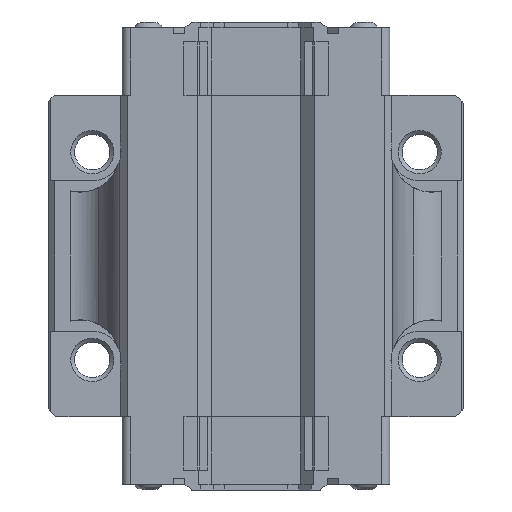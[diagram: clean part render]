
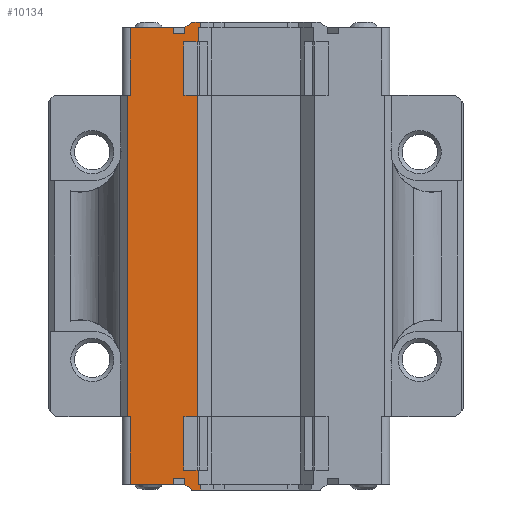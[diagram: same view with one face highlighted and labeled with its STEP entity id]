
A CAD part, front view. The second image highlights one B-rep face of the part: STEP entity #10134.
In plain terms, the highlighted planar face has unit normal (0, -1, 0).
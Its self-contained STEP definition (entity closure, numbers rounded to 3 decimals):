
#390=PLANE('',#10773);
#784=FACE_OUTER_BOUND('',#1349,.T.);
#1349=EDGE_LOOP('',(#7202,#7203,#7204,#7205,#7206,#7207,#7208,#7209,#7210,
#7211,#7212,#7213,#7214,#7215,#7216,#7217,#7218,#7219,#7220,#7221,#7222,
#7223,#7224,#7225,#7226,#7227,#7228,#7229,#7230,#7231));
#1901=LINE('',#14666,#2971);
#1914=LINE('',#14699,#2984);
#1979=LINE('',#14865,#3049);
#1985=LINE('',#14878,#3055);
#1995=LINE('',#14910,#3065);
#1996=LINE('',#14912,#3066);
#1997=LINE('',#14914,#3067);
#1998=LINE('',#14916,#3068);
#1999=LINE('',#14918,#3069);
#2000=LINE('',#14920,#3070);
#2001=LINE('',#14922,#3071);
#2002=LINE('',#14924,#3072);
#2003=LINE('',#14926,#3073);
#2004=LINE('',#14928,#3074);
#2005=LINE('',#14930,#3075);
#2006=LINE('',#14932,#3076);
#2007=LINE('',#14934,#3077);
#2008=LINE('',#14936,#3078);
#2009=LINE('',#14938,#3079);
#2010=LINE('',#14940,#3080);
#2011=LINE('',#14942,#3081);
#2012=LINE('',#14944,#3082);
#2013=LINE('',#14946,#3083);
#2014=LINE('',#14948,#3084);
#2015=LINE('',#14950,#3085);
#2016=LINE('',#14952,#3086);
#2017=LINE('',#14954,#3087);
#2018=LINE('',#14956,#3088);
#2019=LINE('',#14958,#3089);
#2020=LINE('',#14959,#3090);
#2971=VECTOR('',#11714,10.);
#2984=VECTOR('',#11739,10.);
#3049=VECTOR('',#11922,10.);
#3055=VECTOR('',#11932,10.);
#3065=VECTOR('',#11958,10.);
#3066=VECTOR('',#11959,10.);
#3067=VECTOR('',#11960,10.);
#3068=VECTOR('',#11961,10.);
#3069=VECTOR('',#11962,10.);
#3070=VECTOR('',#11963,10.);
#3071=VECTOR('',#11964,10.);
#3072=VECTOR('',#11965,10.);
#3073=VECTOR('',#11966,10.);
#3074=VECTOR('',#11967,10.);
#3075=VECTOR('',#11968,10.);
#3076=VECTOR('',#11969,10.);
#3077=VECTOR('',#11970,10.);
#3078=VECTOR('',#11971,10.);
#3079=VECTOR('',#11972,10.);
#3080=VECTOR('',#11973,10.);
#3081=VECTOR('',#11974,10.);
#3082=VECTOR('',#11975,10.);
#3083=VECTOR('',#11976,10.);
#3084=VECTOR('',#11977,10.);
#3085=VECTOR('',#11978,10.);
#3086=VECTOR('',#11979,10.);
#3087=VECTOR('',#11980,10.);
#3088=VECTOR('',#11981,10.);
#3089=VECTOR('',#11982,10.);
#3090=VECTOR('',#11983,10.);
#4439=VERTEX_POINT('',#14663);
#4440=VERTEX_POINT('',#14665);
#4454=VERTEX_POINT('',#14696);
#4496=VERTEX_POINT('',#14863);
#4501=VERTEX_POINT('',#14877);
#4515=VERTEX_POINT('',#14909);
#4516=VERTEX_POINT('',#14911);
#4517=VERTEX_POINT('',#14913);
#4518=VERTEX_POINT('',#14915);
#4519=VERTEX_POINT('',#14917);
#4520=VERTEX_POINT('',#14919);
#4521=VERTEX_POINT('',#14921);
#4522=VERTEX_POINT('',#14923);
#4523=VERTEX_POINT('',#14925);
#4524=VERTEX_POINT('',#14927);
#4525=VERTEX_POINT('',#14929);
#4526=VERTEX_POINT('',#14931);
#4527=VERTEX_POINT('',#14933);
#4528=VERTEX_POINT('',#14935);
#4529=VERTEX_POINT('',#14937);
#4530=VERTEX_POINT('',#14939);
#4531=VERTEX_POINT('',#14941);
#4532=VERTEX_POINT('',#14943);
#4533=VERTEX_POINT('',#14945);
#4534=VERTEX_POINT('',#14947);
#4535=VERTEX_POINT('',#14949);
#4536=VERTEX_POINT('',#14951);
#4537=VERTEX_POINT('',#14953);
#4538=VERTEX_POINT('',#14955);
#4539=VERTEX_POINT('',#14957);
#5433=EDGE_CURVE('',#4440,#4439,#1901,.T.);
#5450=EDGE_CURVE('',#4454,#4440,#1914,.T.);
#5533=EDGE_CURVE('',#4439,#4496,#1979,.T.);
#5539=EDGE_CURVE('',#4454,#4501,#1985,.T.);
#5555=EDGE_CURVE('',#4515,#4496,#1995,.T.);
#5556=EDGE_CURVE('',#4515,#4516,#1996,.T.);
#5557=EDGE_CURVE('',#4516,#4517,#1997,.T.);
#5558=EDGE_CURVE('',#4518,#4517,#1998,.T.);
#5559=EDGE_CURVE('',#4519,#4518,#1999,.T.);
#5560=EDGE_CURVE('',#4519,#4520,#2000,.T.);
#5561=EDGE_CURVE('',#4520,#4521,#2001,.T.);
#5562=EDGE_CURVE('',#4521,#4522,#2002,.T.);
#5563=EDGE_CURVE('',#4522,#4523,#2003,.T.);
#5564=EDGE_CURVE('',#4523,#4524,#2004,.T.);
#5565=EDGE_CURVE('',#4524,#4525,#2005,.T.);
#5566=EDGE_CURVE('',#4525,#4526,#2006,.T.);
#5567=EDGE_CURVE('',#4526,#4527,#2007,.T.);
#5568=EDGE_CURVE('',#4527,#4528,#2008,.T.);
#5569=EDGE_CURVE('',#4528,#4529,#2009,.T.);
#5570=EDGE_CURVE('',#4530,#4529,#2010,.T.);
#5571=EDGE_CURVE('',#4531,#4530,#2011,.T.);
#5572=EDGE_CURVE('',#4531,#4532,#2012,.T.);
#5573=EDGE_CURVE('',#4532,#4533,#2013,.T.);
#5574=EDGE_CURVE('',#4533,#4534,#2014,.T.);
#5575=EDGE_CURVE('',#4535,#4534,#2015,.T.);
#5576=EDGE_CURVE('',#4536,#4535,#2016,.T.);
#5577=EDGE_CURVE('',#4537,#4536,#2017,.T.);
#5578=EDGE_CURVE('',#4538,#4537,#2018,.T.);
#5579=EDGE_CURVE('',#4539,#4538,#2019,.T.);
#5580=EDGE_CURVE('',#4539,#4501,#2020,.T.);
#7202=ORIENTED_EDGE('',*,*,#5450,.T.);
#7203=ORIENTED_EDGE('',*,*,#5433,.T.);
#7204=ORIENTED_EDGE('',*,*,#5533,.T.);
#7205=ORIENTED_EDGE('',*,*,#5555,.F.);
#7206=ORIENTED_EDGE('',*,*,#5556,.T.);
#7207=ORIENTED_EDGE('',*,*,#5557,.T.);
#7208=ORIENTED_EDGE('',*,*,#5558,.F.);
#7209=ORIENTED_EDGE('',*,*,#5559,.F.);
#7210=ORIENTED_EDGE('',*,*,#5560,.T.);
#7211=ORIENTED_EDGE('',*,*,#5561,.T.);
#7212=ORIENTED_EDGE('',*,*,#5562,.T.);
#7213=ORIENTED_EDGE('',*,*,#5563,.T.);
#7214=ORIENTED_EDGE('',*,*,#5564,.T.);
#7215=ORIENTED_EDGE('',*,*,#5565,.T.);
#7216=ORIENTED_EDGE('',*,*,#5566,.T.);
#7217=ORIENTED_EDGE('',*,*,#5567,.T.);
#7218=ORIENTED_EDGE('',*,*,#5568,.T.);
#7219=ORIENTED_EDGE('',*,*,#5569,.T.);
#7220=ORIENTED_EDGE('',*,*,#5570,.F.);
#7221=ORIENTED_EDGE('',*,*,#5571,.F.);
#7222=ORIENTED_EDGE('',*,*,#5572,.T.);
#7223=ORIENTED_EDGE('',*,*,#5573,.T.);
#7224=ORIENTED_EDGE('',*,*,#5574,.T.);
#7225=ORIENTED_EDGE('',*,*,#5575,.F.);
#7226=ORIENTED_EDGE('',*,*,#5576,.F.);
#7227=ORIENTED_EDGE('',*,*,#5577,.F.);
#7228=ORIENTED_EDGE('',*,*,#5578,.F.);
#7229=ORIENTED_EDGE('',*,*,#5579,.F.);
#7230=ORIENTED_EDGE('',*,*,#5580,.T.);
#7231=ORIENTED_EDGE('',*,*,#5539,.F.);
#10134=ADVANCED_FACE('',(#784),#390,.T.);
#10773=AXIS2_PLACEMENT_3D('',#14908,#11956,#11957);
#11714=DIRECTION('',(1.,0.,0.));
#11739=DIRECTION('',(0.,0.,1.));
#11922=DIRECTION('',(0.,0.,-1.));
#11932=DIRECTION('',(-1.,0.,0.));
#11956=DIRECTION('center_axis',(0.,-1.,0.));
#11957=DIRECTION('ref_axis',(1.,0.,0.));
#11958=DIRECTION('',(-0.816,0.,0.577));
#11959=DIRECTION('',(1.,0.,0.));
#11960=DIRECTION('',(0.,0.,1.));
#11961=DIRECTION('',(1.,0.,0.));
#11962=DIRECTION('',(0.,0.,-1.));
#11963=DIRECTION('',(-1.,0.,0.));
#11964=DIRECTION('',(0.,0.,1.));
#11965=DIRECTION('',(1.,0.,0.));
#11966=DIRECTION('',(0.,0.,1.));
#11967=DIRECTION('',(-1.,0.,0.));
#11968=DIRECTION('',(0.,0.,1.));
#11969=DIRECTION('',(1.,0.,0.));
#11970=DIRECTION('',(0.,0.,1.));
#11971=DIRECTION('',(1.,0.,0.));
#11972=DIRECTION('',(0.,0.,1.));
#11973=DIRECTION('',(1.,0.,0.));
#11974=DIRECTION('',(0.816,0.,0.577));
#11975=DIRECTION('',(0.,0.,-1.));
#11976=DIRECTION('',(-1.,0.,0.));
#11977=DIRECTION('',(0.,0.,1.));
#11978=DIRECTION('',(1.,0.,0.));
#11979=DIRECTION('',(0.,0.,1.));
#11980=DIRECTION('',(1.,0.,0.));
#11981=DIRECTION('',(0.,0.,1.));
#11982=DIRECTION('',(-1.,0.,0.));
#11983=DIRECTION('',(0.,0.,-1.));
#14663=CARTESIAN_POINT('',(-8.92,-15.2,-27.8));
#14665=CARTESIAN_POINT('',(-10.334,-15.2,-27.8));
#14666=CARTESIAN_POINT('',(-8.025,-15.2,-27.8));
#14696=CARTESIAN_POINT('',(-10.334,-15.2,-28.6));
#14699=CARTESIAN_POINT('',(-10.334,-15.2,-14.3));
#14863=CARTESIAN_POINT('',(-8.92,-15.2,-28.6));
#14865=CARTESIAN_POINT('',(-8.92,-15.2,-14.3));
#14877=CARTESIAN_POINT('',(-15.75,-15.2,-28.6));
#14878=CARTESIAN_POINT('',(-15.75,-15.2,-28.6));
#14908=CARTESIAN_POINT('Origin',(-16.05,-15.2,0.));
#14909=CARTESIAN_POINT('',(-7.93,-15.2,-29.3));
#14910=CARTESIAN_POINT('',(-7.93,-15.2,-29.3));
#14911=CARTESIAN_POINT('',(-6.94,-15.2,-29.3));
#14912=CARTESIAN_POINT('',(-7.93,-15.2,-29.3));
#14913=CARTESIAN_POINT('',(-6.94,-15.2,-28.6));
#14914=CARTESIAN_POINT('',(-6.94,-15.2,-29.3));
#14915=CARTESIAN_POINT('',(-7.26,-15.2,-28.6));
#14916=CARTESIAN_POINT('',(-8.92,-15.2,-28.6));
#14917=CARTESIAN_POINT('',(-7.26,-15.2,-26.8));
#14918=CARTESIAN_POINT('',(-7.26,-15.2,-20.1));
#14919=CARTESIAN_POINT('',(-9.03,-15.2,-26.8));
#14920=CARTESIAN_POINT('',(-8.025,-15.2,-26.8));
#14921=CARTESIAN_POINT('',(-9.03,-15.2,-20.1));
#14922=CARTESIAN_POINT('',(-9.03,-15.2,-10.05));
#14923=CARTESIAN_POINT('',(-7.29,-15.2,-20.1));
#14924=CARTESIAN_POINT('',(-8.025,-15.2,-20.1));
#14925=CARTESIAN_POINT('',(-7.29,-15.2,20.1));
#14926=CARTESIAN_POINT('',(-7.29,-15.2,0.));
#14927=CARTESIAN_POINT('',(-9.03,-15.2,20.1));
#14928=CARTESIAN_POINT('',(-8.025,-15.2,20.1));
#14929=CARTESIAN_POINT('',(-9.03,-15.2,26.8));
#14930=CARTESIAN_POINT('',(-9.03,-15.2,10.05));
#14931=CARTESIAN_POINT('',(-7.26,-15.2,26.8));
#14932=CARTESIAN_POINT('',(-8.025,-15.2,26.8));
#14933=CARTESIAN_POINT('',(-7.26,-15.2,28.6));
#14934=CARTESIAN_POINT('',(-7.26,-15.2,20.1));
#14935=CARTESIAN_POINT('',(-6.94,-15.2,28.6));
#14936=CARTESIAN_POINT('',(-8.92,-15.2,28.6));
#14937=CARTESIAN_POINT('',(-6.94,-15.2,29.3));
#14938=CARTESIAN_POINT('',(-6.94,-15.2,28.6));
#14939=CARTESIAN_POINT('',(-7.93,-15.2,29.3));
#14940=CARTESIAN_POINT('',(-7.93,-15.2,29.3));
#14941=CARTESIAN_POINT('',(-8.92,-15.2,28.6));
#14942=CARTESIAN_POINT('',(-8.92,-15.2,28.6));
#14943=CARTESIAN_POINT('',(-8.92,-15.2,27.8));
#14944=CARTESIAN_POINT('',(-8.92,-15.2,14.3));
#14945=CARTESIAN_POINT('',(-10.334,-15.2,27.8));
#14946=CARTESIAN_POINT('',(-8.025,-15.2,27.8));
#14947=CARTESIAN_POINT('',(-10.334,-15.2,28.6));
#14948=CARTESIAN_POINT('',(-10.334,-15.2,14.3));
#14949=CARTESIAN_POINT('',(-15.75,-15.2,28.6));
#14950=CARTESIAN_POINT('',(-15.75,-15.2,28.6));
#14951=CARTESIAN_POINT('',(-15.75,-15.2,20.1));
#14952=CARTESIAN_POINT('',(-15.75,-15.2,20.1));
#14953=CARTESIAN_POINT('',(-16.05,-15.2,20.1));
#14954=CARTESIAN_POINT('',(-16.05,-15.2,20.1));
#14955=CARTESIAN_POINT('',(-16.05,-15.2,-20.1));
#14956=CARTESIAN_POINT('',(-16.05,-15.2,0.));
#14957=CARTESIAN_POINT('',(-15.75,-15.2,-20.1));
#14958=CARTESIAN_POINT('',(-16.05,-15.2,-20.1));
#14959=CARTESIAN_POINT('',(-15.75,-15.2,-20.1));
